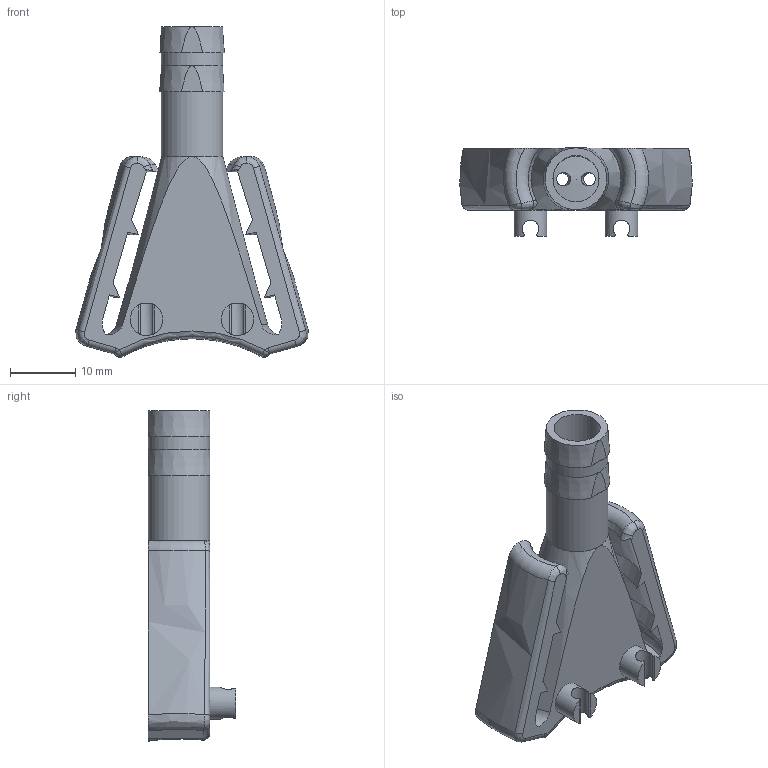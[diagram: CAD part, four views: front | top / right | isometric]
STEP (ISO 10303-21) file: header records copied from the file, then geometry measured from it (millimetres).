
FILE_DESCRIPTION(/* description */ (''),/* implementation_level */ '2;1');
FILE_NAME(/* name */ 'Kohnspirator.step',/* time_stamp */ '2021-07-09T15:09:41-05:00',/* author */ (''),/* organization */ (''),/* preprocessor_version */ 'ST-DEVELOPER v18.1',/* originating_system */ 'Autodesk Translation Framework v10.9.0.1377',/* authorisation */ '');
FILE_SCHEMA (('AUTOMOTIVE_DESIGN { 1 0 10303 214 3 1 1 }'));
Length unit declared in the file: millimetre
Products named in the file (1): Kohn aspirador
Bounding box: 35.7 x 13.5 x 50.86 mm (x, y, z)
Volume: 5806.2 mm3; surface area: 5612.1 mm2
Topology: 1 solids, 1 shells, 95 faces, 276 edges, 174 vertices
Faces by surface type: cone 26, cylinder 21, plane 19, bspline 16, torus 9, sphere 4
Full cylindrical faces by diameter (mm): 2 x6, 5 x2, 7.1 x1, 9.5 x2
Entity records: 4232 total; most frequent: CARTESIAN_POINT 1986, ORIENTED_EDGE 540, DIRECTION 387, EDGE_CURVE 270, VERTEX_POINT 174, AXIS2_PLACEMENT_3D 172, EDGE_LOOP 104, FACE_OUTER_BOUND 95
